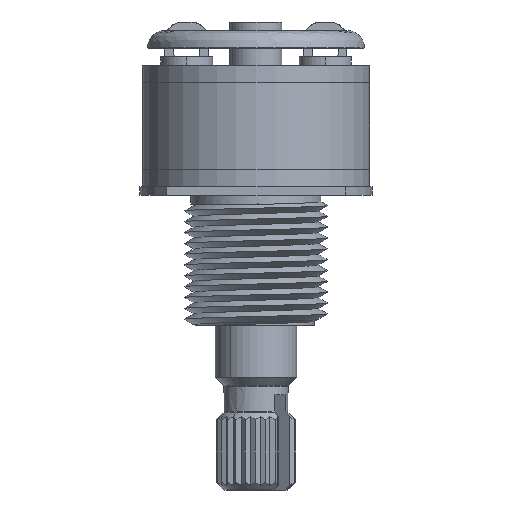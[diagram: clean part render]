
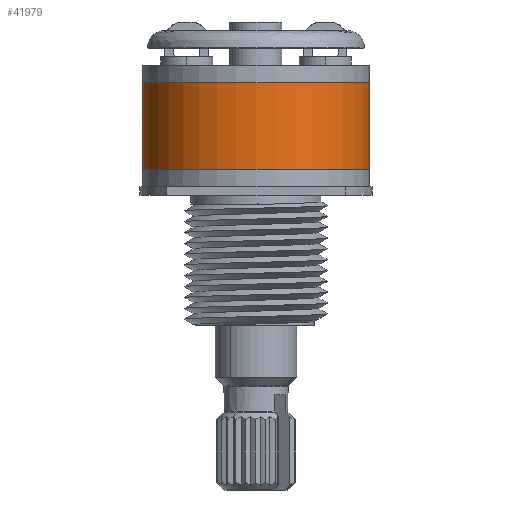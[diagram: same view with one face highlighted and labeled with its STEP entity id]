
A CAD part, front view. The second image highlights one B-rep face of the part: STEP entity #41979.
In plain terms, the highlighted face is a revolution surface.
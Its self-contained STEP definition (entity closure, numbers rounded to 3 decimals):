
#41979 = ADVANCED_FACE('',(#41980),#42016,.T.);
#41980 = FACE_BOUND('',#41981,.T.);
#41981 = EDGE_LOOP('',(#41982,#41993,#42001,#42010));
#41982 = ORIENTED_EDGE('',*,*,#41983,.F.);
#41983 = EDGE_CURVE('',#41984,#41986,#41988,.T.);
#41984 = VERTEX_POINT('',#41985);
#41985 = CARTESIAN_POINT('',(-8.319,0.,0.));
#41986 = VERTEX_POINT('',#41987);
#41987 = CARTESIAN_POINT('',(8.319,0.,0.));
#41988 = CIRCLE('',#41989,8.319);
#41989 = AXIS2_PLACEMENT_3D('',#41990,#41991,#41992);
#41990 = CARTESIAN_POINT('',(0.,0.,0.));
#41991 = DIRECTION('',(0.,0.,1.));
#41992 = DIRECTION('',(1.,0.,0.));
#41993 = ORIENTED_EDGE('',*,*,#41994,.F.);
#41994 = EDGE_CURVE('',#41995,#41984,#41997,.T.);
#41995 = VERTEX_POINT('',#41996);
#41996 = CARTESIAN_POINT('',(-8.319,0.,6.35));
#41997 = LINE('',#41998,#41999);
#41998 = CARTESIAN_POINT('',(-8.319,0.,6.35));
#41999 = VECTOR('',#42000,1.);
#42000 = DIRECTION('',(0.,0.,-1.));
#42001 = ORIENTED_EDGE('',*,*,#42002,.F.);
#42002 = EDGE_CURVE('',#42003,#41995,#42005,.T.);
#42003 = VERTEX_POINT('',#42004);
#42004 = CARTESIAN_POINT('',(8.319,0.,6.35));
#42005 = CIRCLE('',#42006,8.319);
#42006 = AXIS2_PLACEMENT_3D('',#42007,#42008,#42009);
#42007 = CARTESIAN_POINT('',(0.,0.,6.35));
#42008 = DIRECTION('',(0.,0.,-1.));
#42009 = DIRECTION('',(1.,0.,0.));
#42010 = ORIENTED_EDGE('',*,*,#42011,.F.);
#42011 = EDGE_CURVE('',#41986,#42003,#42012,.T.);
#42012 = LINE('',#42013,#42014);
#42013 = CARTESIAN_POINT('',(8.319,0.,0.));
#42014 = VECTOR('',#42015,1.);
#42015 = DIRECTION('',(0.,0.,1.));
#42016 = SURFACE_OF_REVOLUTION('',#42017,#42021);
#42017 = LINE('',#42018,#42019);
#42018 = CARTESIAN_POINT('',(-8.319,0.,6.35));
#42019 = VECTOR('',#42020,1.);
#42020 = DIRECTION('',(0.,0.,-1.));
#42021 = AXIS1_PLACEMENT('',#42022,#42023);
#42022 = CARTESIAN_POINT('',(0.,0.,6.35));
#42023 = DIRECTION('',(0.,0.,1.));
